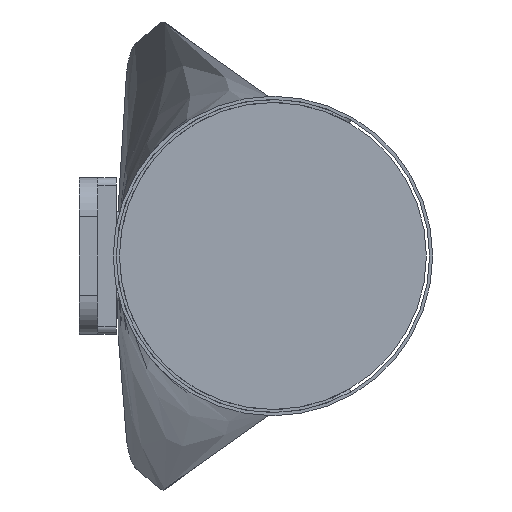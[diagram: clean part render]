
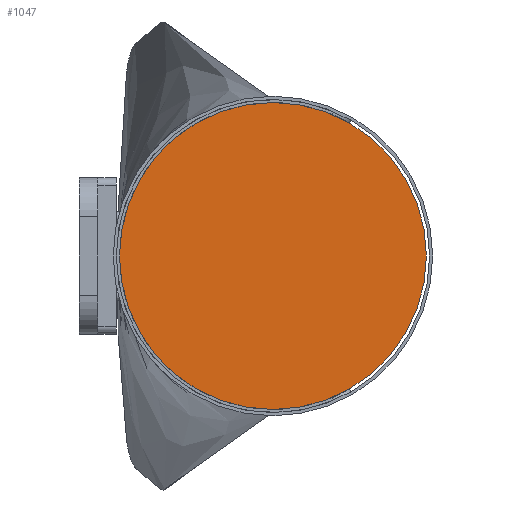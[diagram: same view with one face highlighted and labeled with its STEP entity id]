
A CAD part, front view. The second image highlights one B-rep face of the part: STEP entity #1047.
In plain terms, the highlighted planar face has unit normal (0, -1, 0).
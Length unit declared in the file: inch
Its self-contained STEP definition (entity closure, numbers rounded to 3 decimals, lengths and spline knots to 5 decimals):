
#228=PLANE('',#1155);
#310=FACE_OUTER_BOUND('',#391,.T.);
#391=EDGE_LOOP('',(#926));
#441=CIRCLE('',#1153,1.96);
#536=VERTEX_POINT('',#2282);
#667=EDGE_CURVE('',#536,#536,#441,.T.);
#926=ORIENTED_EDGE('',*,*,#667,.F.);
#1047=ADVANCED_FACE('',(#310),#228,.F.);
#1153=AXIS2_PLACEMENT_3D('',#2283,#1416,#1417);
#1155=AXIS2_PLACEMENT_3D('',#2285,#1420,#1421);
#1416=DIRECTION('center_axis',(0.,1.,0.));
#1417=DIRECTION('ref_axis',(0.,0.,1.));
#1420=DIRECTION('center_axis',(0.,1.,0.));
#1421=DIRECTION('ref_axis',(0.,0.,1.));
#2282=CARTESIAN_POINT('',(0.,0.,-1.96));
#2283=CARTESIAN_POINT('Origin',(0.,0.,0.));
#2285=CARTESIAN_POINT('Origin',(0.,0.,0.));
